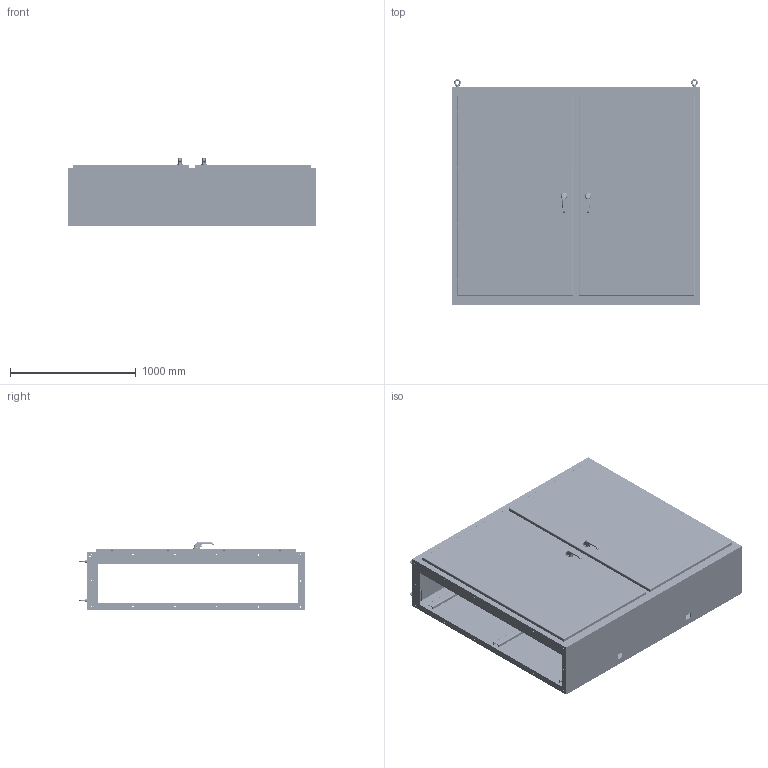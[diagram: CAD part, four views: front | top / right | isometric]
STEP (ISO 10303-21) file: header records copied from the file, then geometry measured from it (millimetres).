
FILE_DESCRIPTION (( 'STEP AP214' ), '1' );
FILE_NAME ('SCE-N68C7818_REV2.STEP', '2024-04-24T11:11:56', ( '' ), ( '' ), 'SwSTEP 2.0', 'SolidWorks 2023', '' );
FILE_SCHEMA (( 'AUTOMOTIVE_DESIGN' ));
Length unit declared in the file: inch
Products named in the file (1): SCE-N68C7818_REV2
Bounding box: 1974.85 x 1788.74 x 534.56 mm (x, y, z)
Volume: 28246951.6 mm3; surface area: 21092012.3 mm2
Topology: 60 solids, 69 shells, 8179 faces, 21055 edges, 13084 vertices
Faces by surface type: plane 3290, cylinder 2690, bspline 1215, torus 605, cone 227, sphere 152
Full cylindrical faces by diameter (mm): 1.016 x8, 2.286 x4, 3.429 x8, 3.962 x2, 3.978 x8, 4.293 x2, 4.318 x48, 4.953 x2, 4.978 x32, 5.016 x4, 5.207 x16, 5.232 x16, 5.537 x8, 6.096 x16, 6.198 x18, 6.299 x2, 6.35 x34, 6.363 x1, 6.502 x4, 6.756 x2, 7.62 x2, 8.544 x2, 8.738 x8, 9.144 x4, 9.525 x20, 10.323 x16, 10.414 x2, 11.113 x24, 12.192 x2, 13.487 x2
Entity records: 388909 total; most frequent: CARTESIAN_POINT 205140, ORIENTED_EDGE 40080, DIRECTION 34414, EDGE_CURVE 20040, VERTEX_POINT 12737, AXIS2_PLACEMENT_3D 12419, VECTOR 9576, LINE 9576
